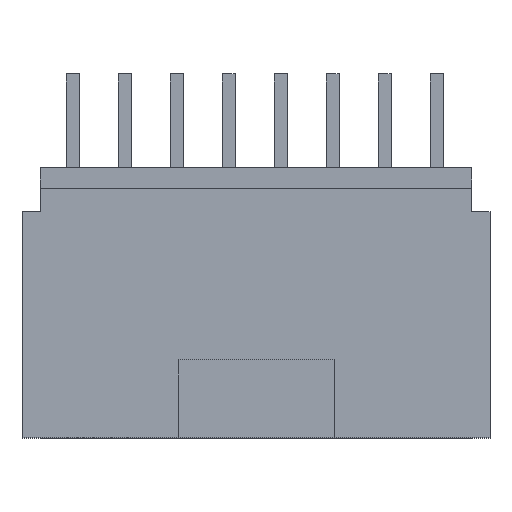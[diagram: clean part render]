
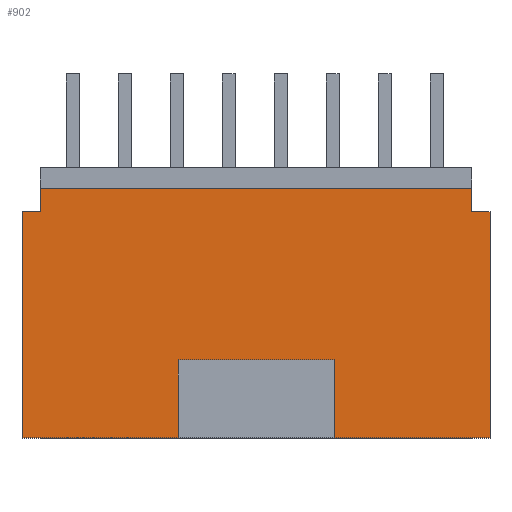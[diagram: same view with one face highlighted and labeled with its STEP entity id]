
A CAD part, top view. The second image highlights one B-rep face of the part: STEP entity #902.
In plain terms, the highlighted planar face has unit normal (0, 0, 1).
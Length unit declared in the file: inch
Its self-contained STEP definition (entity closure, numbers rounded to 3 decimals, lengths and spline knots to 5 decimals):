
#795=FACE_OUTER_BOUND('',#1153,.T.);
#902=ADVANCED_FACE('',(#795),#1009,.F.);
#1009=PLANE('',#2757);
#1153=EDGE_LOOP('',(#1383,#1384,#1385,#1386,#1387,#1388,#1389,#1390,#1391,
#1392,#1393,#1394));
#1383=ORIENTED_EDGE('',*,*,#2071,.F.);
#1384=ORIENTED_EDGE('',*,*,#2051,.T.);
#1385=ORIENTED_EDGE('',*,*,#2025,.F.);
#1386=ORIENTED_EDGE('',*,*,#2057,.F.);
#1387=ORIENTED_EDGE('',*,*,#2072,.F.);
#1388=ORIENTED_EDGE('',*,*,#2073,.F.);
#1389=ORIENTED_EDGE('',*,*,#2029,.F.);
#1390=ORIENTED_EDGE('',*,*,#2054,.F.);
#1391=ORIENTED_EDGE('',*,*,#2074,.F.);
#1392=ORIENTED_EDGE('',*,*,#2075,.F.);
#1393=ORIENTED_EDGE('',*,*,#2069,.T.);
#1394=ORIENTED_EDGE('',*,*,#2076,.F.);
#1849=VERTEX_POINT('',#3482);
#1850=VERTEX_POINT('',#3484);
#1853=VERTEX_POINT('',#3490);
#1854=VERTEX_POINT('',#3492);
#1871=VERTEX_POINT('',#3534);
#1872=VERTEX_POINT('',#3538);
#1874=VERTEX_POINT('',#3544);
#1880=VERTEX_POINT('',#3567);
#1881=VERTEX_POINT('',#3569);
#1882=VERTEX_POINT('',#3573);
#1883=VERTEX_POINT('',#3575);
#1884=VERTEX_POINT('',#3578);
#2025=EDGE_CURVE('',#1849,#1850,#2289,.T.);
#2029=EDGE_CURVE('',#1853,#1854,#2293,.T.);
#2051=EDGE_CURVE('',#1871,#1850,#2315,.T.);
#2054=EDGE_CURVE('',#1872,#1853,#2318,.T.);
#2057=EDGE_CURVE('',#1874,#1849,#2321,.T.);
#2069=EDGE_CURVE('',#1881,#1880,#2333,.T.);
#2071=EDGE_CURVE('',#1871,#1882,#2335,.T.);
#2072=EDGE_CURVE('',#1883,#1874,#2336,.T.);
#2073=EDGE_CURVE('',#1854,#1883,#2337,.T.);
#2074=EDGE_CURVE('',#1884,#1872,#2338,.T.);
#2075=EDGE_CURVE('',#1881,#1884,#2339,.T.);
#2076=EDGE_CURVE('',#1882,#1880,#2340,.T.);
#2289=LINE('',#3483,#2553);
#2293=LINE('',#3491,#2557);
#2315=LINE('',#3533,#2579);
#2318=LINE('',#3539,#2582);
#2321=LINE('',#3545,#2585);
#2333=LINE('',#3568,#2597);
#2335=LINE('',#3572,#2599);
#2336=LINE('',#3574,#2600);
#2337=LINE('',#3576,#2601);
#2338=LINE('',#3577,#2602);
#2339=LINE('',#3579,#2603);
#2340=LINE('',#3580,#2604);
#2553=VECTOR('',#2931,1.);
#2557=VECTOR('',#2935,1.);
#2579=VECTOR('',#2963,1.);
#2582=VECTOR('',#2968,1.);
#2585=VECTOR('',#2973,1.);
#2597=VECTOR('',#2995,1.);
#2599=VECTOR('',#2999,1.);
#2600=VECTOR('',#3000,1.);
#2601=VECTOR('',#3001,1.);
#2602=VECTOR('',#3002,1.);
#2603=VECTOR('',#3003,1.);
#2604=VECTOR('',#3004,1.);
#2757=AXIS2_PLACEMENT_3D('',#3581,#3005,#3006);
#2931=DIRECTION('',(-1.,0.,0.));
#2935=DIRECTION('',(-1.,0.,0.));
#2963=DIRECTION('',(0.,-1.,0.));
#2968=DIRECTION('',(0.,-1.,0.));
#2973=DIRECTION('',(0.,-1.,0.));
#2995=DIRECTION('',(-1.,0.,0.));
#2999=DIRECTION('',(1.,0.,0.));
#3000=DIRECTION('',(-1.,0.,0.));
#3001=DIRECTION('',(0.,1.,0.));
#3002=DIRECTION('',(1.,0.,0.));
#3003=DIRECTION('',(0.,-1.,0.));
#3004=DIRECTION('',(0.,1.,0.));
#3005=DIRECTION('',(0.,0.,-1.));
#3006=DIRECTION('',(0.,1.,0.));
#3482=CARTESIAN_POINT('',(0.3,0.,0.2));
#3483=CARTESIAN_POINT('',(0.3,0.,0.2));
#3484=CARTESIAN_POINT('',(0.,0.,0.2));
#3490=CARTESIAN_POINT('',(0.9,0.,0.2));
#3491=CARTESIAN_POINT('',(0.9,0.,0.2));
#3492=CARTESIAN_POINT('',(0.6,0.,0.2));
#3533=CARTESIAN_POINT('',(0.,0.48,0.2));
#3534=CARTESIAN_POINT('',(0.,0.435,0.2));
#3538=CARTESIAN_POINT('',(0.9,0.435,0.2));
#3539=CARTESIAN_POINT('',(0.9,5.,0.2));
#3544=CARTESIAN_POINT('',(0.3,0.15,0.2));
#3545=CARTESIAN_POINT('',(0.3,5.,0.2));
#3567=CARTESIAN_POINT('',(0.035,0.48,0.2));
#3568=CARTESIAN_POINT('',(10.,0.48,0.2));
#3569=CARTESIAN_POINT('',(0.865,0.48,0.2));
#3572=CARTESIAN_POINT('',(10.,0.435,0.2));
#3573=CARTESIAN_POINT('',(0.035,0.435,0.2));
#3574=CARTESIAN_POINT('',(10.,0.15,0.2));
#3575=CARTESIAN_POINT('',(0.6,0.15,0.2));
#3576=CARTESIAN_POINT('',(0.6,5.,0.2));
#3577=CARTESIAN_POINT('',(10.,0.435,0.2));
#3578=CARTESIAN_POINT('',(0.865,0.435,0.2));
#3579=CARTESIAN_POINT('',(0.865,0.48,0.2));
#3580=CARTESIAN_POINT('',(0.035,0.48,0.2));
#3581=CARTESIAN_POINT('',(10.,0.48,0.2));
